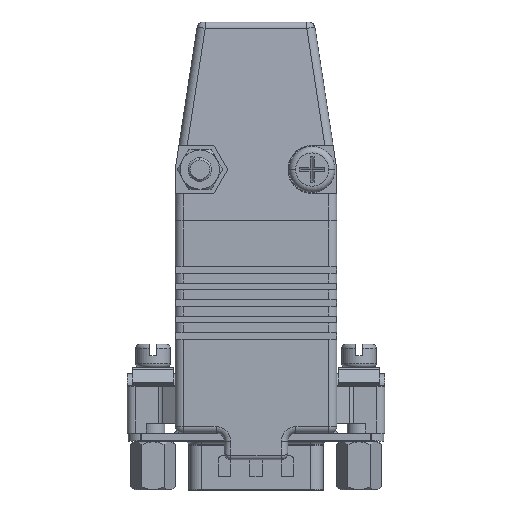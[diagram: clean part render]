
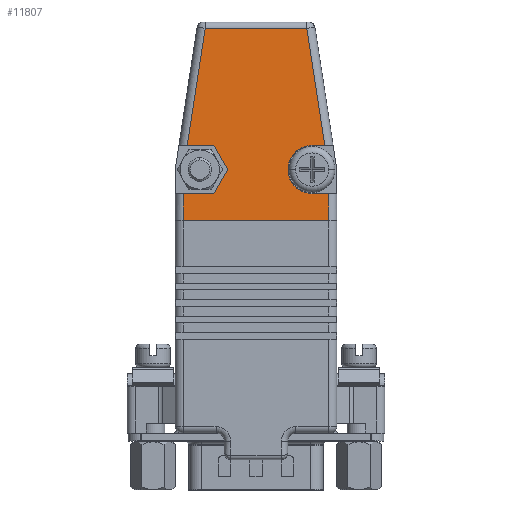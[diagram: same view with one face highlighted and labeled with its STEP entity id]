
A CAD part, front view. The second image highlights one B-rep face of the part: STEP entity #11807.
In plain terms, the highlighted face is planar.
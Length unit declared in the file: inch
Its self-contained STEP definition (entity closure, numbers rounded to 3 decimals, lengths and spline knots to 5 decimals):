
#473 = CARTESIAN_POINT ( 'NONE',  ( -0.38404, 0.16248, -0.9503 ) ) ;
#514 = VERTEX_POINT ( 'NONE', #3070 ) ;
#709 = CARTESIAN_POINT ( 'NONE',  ( 0.1088, 0.14739, -0.65948 ) ) ;
#1149 = VECTOR ( 'NONE', #19852, 39.37008 ) ;
#1529 = ORIENTED_EDGE ( 'NONE', *, *, #10312, .T. ) ;
#1574 = VECTOR ( 'NONE', #24576, 39.37008 ) ;
#1651 = CARTESIAN_POINT ( 'NONE',  ( -0.26772, 0.14378, -0.58972 ) ) ;
#2067 = CARTESIAN_POINT ( 'NONE',  ( -0.03772, 0.15571, -0.81972 ) ) ;
#2204 = CARTESIAN_POINT ( 'NONE',  ( -0.3937, 0.14378, -0.58972 ) ) ;
#2388 = LINE ( 'NONE', #23892, #22628 ) ;
#2595 = LINE ( 'NONE', #2204, #10178 ) ;
#2676 = CARTESIAN_POINT ( 'NONE',  ( 0.34646, 0.15571, -0.81972 ) ) ;
#2849 = VERTEX_POINT ( 'NONE', #7236 ) ;
#2933 = EDGE_CURVE ( 'NONE', #514, #25080, #6282, .T. ) ;
#3070 = CARTESIAN_POINT ( 'NONE',  ( -0.26772, 0.14378, -0.58972 ) ) ;
#3137 = VECTOR ( 'NONE', #4769, 39.37008 ) ;
#3508 = VERTEX_POINT ( 'NONE', #17824 ) ;
#3768 = ORIENTED_EDGE ( 'NONE', *, *, #14880, .T. ) ;
#3996 = LINE ( 'NONE', #15032, #14387 ) ;
#4216 = LINE ( 'NONE', #8690, #8944 ) ;
#4319 = EDGE_CURVE ( 'NONE', #3508, #10821, #24550, .T. ) ;
#4432 = EDGE_CURVE ( 'NONE', #18669, #514, #7297, .T. ) ;
#4514 = CARTESIAN_POINT ( 'NONE',  ( 0.20132, 0.14378, -0.58972 ) ) ;
#4559 = DIRECTION ( 'NONE',  ( 0., 0.052, -0.999 ) ) ;
#4769 = DIRECTION ( 'NONE',  ( 0.499, 0.045, -0.865 ) ) ;
#5045 = ORIENTED_EDGE ( 'NONE', *, *, #7532, .T. ) ;
#5052 = LINE ( 'NONE', #709, #3137 ) ;
#5845 = CARTESIAN_POINT ( 'NONE',  ( 0.13493, 0.14974, -0.70472 ) ) ;
#6086 = VERTEX_POINT ( 'NONE', #4514 ) ;
#6087 = VERTEX_POINT ( 'NONE', #2676 ) ;
#6250 = CARTESIAN_POINT ( 'NONE',  ( -0.3937, 0.1624, -0.94882 ) ) ;
#6254 = VECTOR ( 'NONE', #13206, 39.37008 ) ;
#6282 = LINE ( 'NONE', #8225, #19001 ) ;
#6370 = CARTESIAN_POINT ( 'NONE',  ( 0.24263, 0.11474, -0.02986 ) ) ;
#7236 = CARTESIAN_POINT ( 'NONE',  ( -0.34646, 0.16235, -0.9478 ) ) ;
#7297 =( BOUNDED_CURVE ( )  B_SPLINE_CURVE ( 3, ( #12276, #2067, #12692, #1651 ),
 .UNSPECIFIED., .F., .F. ) 
 B_SPLINE_CURVE_WITH_KNOTS ( ( 4, 4 ),
 ( 0., 3.14159 ),
 .UNSPECIFIED. ) 
 CURVE ( )  GEOMETRIC_REPRESENTATION_ITEM ( )  RATIONAL_B_SPLINE_CURVE ( ( 1., 0.333, 0.333, 1. ) ) 
 REPRESENTATION_ITEM ( '' )  );
#7532 = EDGE_CURVE ( 'NONE', #22730, #18669, #3996, .T. ) ;
#8010 = VECTOR ( 'NONE', #23877, 39.37008 ) ;
#8139 = VERTEX_POINT ( 'NONE', #25925 ) ;
#8225 = CARTESIAN_POINT ( 'NONE',  ( -0.3937, 0.14378, -0.58972 ) ) ;
#8458 = CARTESIAN_POINT ( 'NONE',  ( 0.34646, 0.16235, -0.9478 ) ) ;
#8690 = CARTESIAN_POINT ( 'NONE',  ( -0.3937, 0.15571, -0.81972 ) ) ;
#8755 = FACE_OUTER_BOUND ( 'NONE', #22347, .T. ) ;
#8944 = VECTOR ( 'NONE', #17115, 39.37008 ) ;
#9789 = EDGE_CURVE ( 'NONE', #19732, #8139, #5052, .T. ) ;
#10178 = VECTOR ( 'NONE', #17175, 39.37008 ) ;
#10312 = EDGE_CURVE ( 'NONE', #17815, #2849, #15379, .T. ) ;
#10557 = LINE ( 'NONE', #473, #6254 ) ;
#10590 = VECTOR ( 'NONE', #14245, 39.37008 ) ;
#10821 = VERTEX_POINT ( 'NONE', #6370 ) ;
#11097 = CARTESIAN_POINT ( 'NONE',  ( -0.32864, 0.14378, -0.58972 ) ) ;
#11104 = CARTESIAN_POINT ( 'NONE',  ( 0.32864, 0.14378, -0.58972 ) ) ;
#11263 = EDGE_CURVE ( 'NONE', #10821, #16969, #17735, .T. ) ;
#11533 = ORIENTED_EDGE ( 'NONE', *, *, #23522, .T. ) ;
#11583 = CARTESIAN_POINT ( 'NONE',  ( -0.3937, 0.11474, -0.02986 ) ) ;
#11807 = ADVANCED_FACE ( 'NONE', ( #8755 ), #25364, .F. ) ;
#12276 = CARTESIAN_POINT ( 'NONE',  ( -0.26772, 0.15571, -0.81972 ) ) ;
#12685 = DIRECTION ( 'NONE',  ( 0., -0.999, -0.052 ) ) ;
#12692 = CARTESIAN_POINT ( 'NONE',  ( -0.03772, 0.14378, -0.58972 ) ) ;
#12948 = CARTESIAN_POINT ( 'NONE',  ( -0.26772, 0.15571, -0.81972 ) ) ;
#13056 = ORIENTED_EDGE ( 'NONE', *, *, #4319, .T. ) ;
#13206 = DIRECTION ( 'NONE',  ( 0.152, -0.051, 0.987 ) ) ;
#13444 = EDGE_CURVE ( 'NONE', #16969, #6086, #2595, .T. ) ;
#14245 = DIRECTION ( 'NONE',  ( 1., 0., 0. ) ) ;
#14387 = VECTOR ( 'NONE', #21492, 39.37008 ) ;
#14619 = EDGE_CURVE ( 'NONE', #25080, #3508, #10557, .T. ) ;
#14718 = DIRECTION ( 'NONE',  ( 0., -0.052, 0.999 ) ) ;
#14822 = DIRECTION ( 'NONE',  ( -1., 0., 0. ) ) ;
#14880 = EDGE_CURVE ( 'NONE', #8139, #6087, #4216, .T. ) ;
#15032 = CARTESIAN_POINT ( 'NONE',  ( -0.3937, 0.15571, -0.81972 ) ) ;
#15379 = LINE ( 'NONE', #19446, #8010 ) ;
#16095 = CARTESIAN_POINT ( 'NONE',  ( 0.36593, 0.15636, -0.83243 ) ) ;
#16546 = LINE ( 'NONE', #23073, #19460 ) ;
#16969 = VERTEX_POINT ( 'NONE', #11104 ) ;
#17115 = DIRECTION ( 'NONE',  ( 1., 0., 0. ) ) ;
#17175 = DIRECTION ( 'NONE',  ( -1., 0., 0. ) ) ;
#17254 = AXIS2_PLACEMENT_3D ( 'NONE', #6250, #12685, #4559 ) ;
#17735 = LINE ( 'NONE', #16095, #1574 ) ;
#17813 = ORIENTED_EDGE ( 'NONE', *, *, #23393, .T. ) ;
#17815 = VERTEX_POINT ( 'NONE', #8458 ) ;
#17824 = CARTESIAN_POINT ( 'NONE',  ( -0.24263, 0.11474, -0.02986 ) ) ;
#18669 = VERTEX_POINT ( 'NONE', #12948 ) ;
#18778 = ORIENTED_EDGE ( 'NONE', *, *, #2933, .T. ) ;
#19001 = VECTOR ( 'NONE', #14822, 39.37008 ) ;
#19446 = CARTESIAN_POINT ( 'NONE',  ( -0.38583, 0.16235, -0.9478 ) ) ;
#19460 = VECTOR ( 'NONE', #14718, 39.37008 ) ;
#19732 = VERTEX_POINT ( 'NONE', #5845 ) ;
#19762 = ORIENTED_EDGE ( 'NONE', *, *, #13444, .T. ) ;
#19852 = DIRECTION ( 'NONE',  ( 0., 0.052, -0.999 ) ) ;
#19867 = DIRECTION ( 'NONE',  ( -0.499, 0.045, -0.865 ) ) ;
#20730 = LINE ( 'NONE', #27105, #1149 ) ;
#20908 = ORIENTED_EDGE ( 'NONE', *, *, #9789, .T. ) ;
#20973 = CARTESIAN_POINT ( 'NONE',  ( -0.34646, 0.15571, -0.81972 ) ) ;
#21018 = ORIENTED_EDGE ( 'NONE', *, *, #11263, .T. ) ;
#21492 = DIRECTION ( 'NONE',  ( 1., 0., 0. ) ) ;
#21746 = ORIENTED_EDGE ( 'NONE', *, *, #14619, .T. ) ;
#22347 = EDGE_LOOP ( 'NONE', ( #21746, #13056, #21018, #19762, #26425, #20908, #3768, #11533, #1529, #17813, #5045, #27575, #18778 ) ) ;
#22628 = VECTOR ( 'NONE', #19867, 39.37008 ) ;
#22730 = VERTEX_POINT ( 'NONE', #20973 ) ;
#23073 = CARTESIAN_POINT ( 'NONE',  ( -0.34646, 0.1624, -0.94882 ) ) ;
#23393 = EDGE_CURVE ( 'NONE', #2849, #22730, #16546, .T. ) ;
#23522 = EDGE_CURVE ( 'NONE', #6087, #17815, #20730, .T. ) ;
#23877 = DIRECTION ( 'NONE',  ( -1., 0., 0. ) ) ;
#23892 = CARTESIAN_POINT ( 'NONE',  ( -0.10273, 0.17109, -1.11636 ) ) ;
#24550 = LINE ( 'NONE', #11583, #10590 ) ;
#24576 = DIRECTION ( 'NONE',  ( 0.152, 0.051, -0.987 ) ) ;
#25080 = VERTEX_POINT ( 'NONE', #11097 ) ;
#25364 = PLANE ( 'NONE',  #17254 ) ;
#25925 = CARTESIAN_POINT ( 'NONE',  ( 0.20132, 0.15571, -0.81972 ) ) ;
#26425 = ORIENTED_EDGE ( 'NONE', *, *, #26908, .T. ) ;
#26908 = EDGE_CURVE ( 'NONE', #6086, #19732, #2388, .T. ) ;
#27105 = CARTESIAN_POINT ( 'NONE',  ( 0.34646, 0.1624, -0.94882 ) ) ;
#27575 = ORIENTED_EDGE ( 'NONE', *, *, #4432, .T. ) ;
